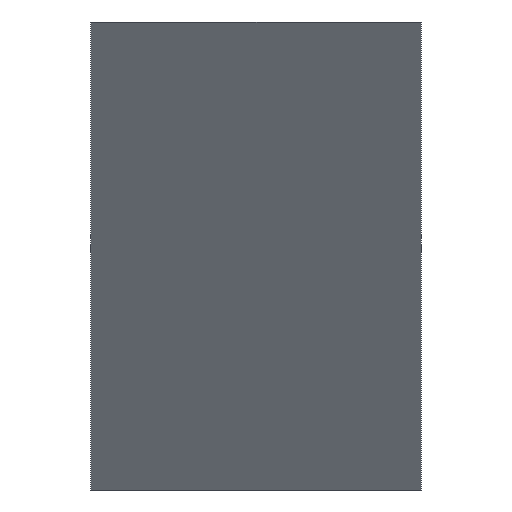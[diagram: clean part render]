
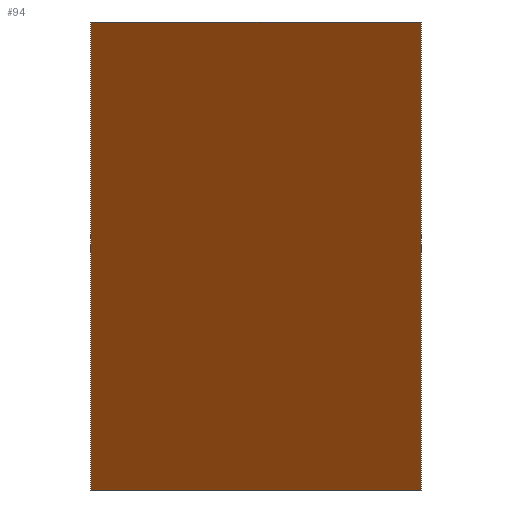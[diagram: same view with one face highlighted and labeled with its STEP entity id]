
A CAD part, front view. The second image highlights one B-rep face of the part: STEP entity #94.
In plain terms, the highlighted planar face has unit normal (-0.707, -0.707, 0).
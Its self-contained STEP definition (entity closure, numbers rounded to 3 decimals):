
#1 = CARTESIAN_POINT ( 'NONE',  ( 138.692, 34.439, 0. ) ) ;
#12 = EDGE_CURVE ( 'NONE', #16, #167, #71, .T. ) ;
#14 = DIRECTION ( 'NONE',  ( 0.707, 0.707, 0. ) ) ;
#16 = VERTEX_POINT ( 'NONE', #117 ) ;
#25 = DIRECTION ( 'NONE',  ( 0., 0., -1. ) ) ;
#26 = DIRECTION ( 'NONE',  ( 0., 0., -1. ) ) ;
#41 = LINE ( 'NONE', #67, #142 ) ;
#42 = EDGE_CURVE ( 'NONE', #157, #87, #116, .T. ) ;
#49 = VECTOR ( 'NONE', #25, 1000. ) ;
#58 = ORIENTED_EDGE ( 'NONE', *, *, #12, .T. ) ;
#66 = ORIENTED_EDGE ( 'NONE', *, *, #42, .F. ) ;
#67 = CARTESIAN_POINT ( 'NONE',  ( 138.692, 34.439, 0. ) ) ;
#68 = CARTESIAN_POINT ( 'NONE',  ( 138.692, 34.439, 12.5 ) ) ;
#71 = LINE ( 'NONE', #68, #114 ) ;
#72 = EDGE_CURVE ( 'NONE', #167, #87, #41, .T. ) ;
#73 = DIRECTION ( 'NONE',  ( 0.707, -0.707, 0. ) ) ;
#78 = DIRECTION ( 'NONE',  ( -0.707, 0.707, 0. ) ) ;
#82 = EDGE_CURVE ( 'NONE', #16, #157, #108, .T. ) ;
#83 = CARTESIAN_POINT ( 'NONE',  ( 138.692, 34.439, 12.5 ) ) ;
#87 = VERTEX_POINT ( 'NONE', #130 ) ;
#92 = AXIS2_PLACEMENT_3D ( 'NONE', #98, #14, #78 ) ;
#93 = EDGE_LOOP ( 'NONE', ( #118, #66, #154, #58 ) ) ;
#94 = ADVANCED_FACE ( 'NONE', ( #165 ), #145, .F. ) ;
#98 = CARTESIAN_POINT ( 'NONE',  ( 138.692, 34.439, 12.5 ) ) ;
#106 = VECTOR ( 'NONE', #73, 1000. ) ;
#108 = LINE ( 'NONE', #83, #106 ) ;
#114 = VECTOR ( 'NONE', #26, 1000. ) ;
#116 = LINE ( 'NONE', #120, #49 ) ;
#117 = CARTESIAN_POINT ( 'NONE',  ( 138.692, 34.439, 12.5 ) ) ;
#118 = ORIENTED_EDGE ( 'NONE', *, *, #72, .T. ) ;
#120 = CARTESIAN_POINT ( 'NONE',  ( 147.531, 25.6, 12.5 ) ) ;
#130 = CARTESIAN_POINT ( 'NONE',  ( 147.531, 25.6, 0. ) ) ;
#142 = VECTOR ( 'NONE', #143, 1000. ) ;
#143 = DIRECTION ( 'NONE',  ( 0.707, -0.707, 0. ) ) ;
#145 = PLANE ( 'NONE',  #92 ) ;
#154 = ORIENTED_EDGE ( 'NONE', *, *, #82, .F. ) ;
#157 = VERTEX_POINT ( 'NONE', #163 ) ;
#163 = CARTESIAN_POINT ( 'NONE',  ( 147.531, 25.6, 12.5 ) ) ;
#165 = FACE_OUTER_BOUND ( 'NONE', #93, .T. ) ;
#167 = VERTEX_POINT ( 'NONE', #1 ) ;
